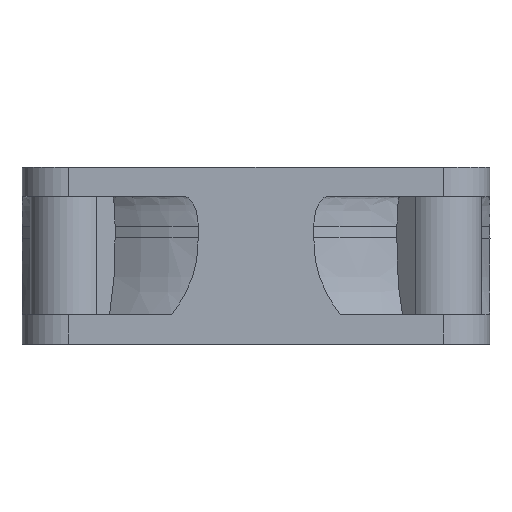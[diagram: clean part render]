
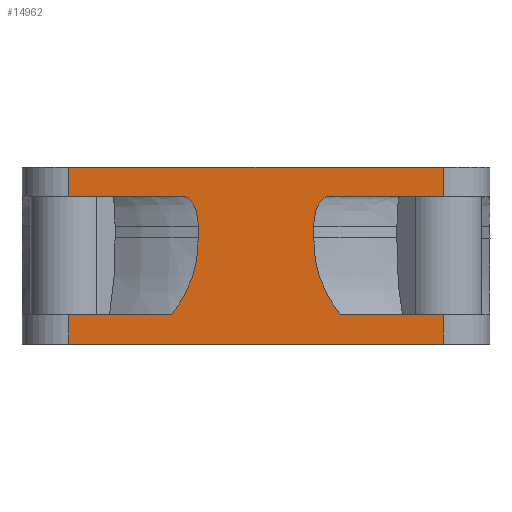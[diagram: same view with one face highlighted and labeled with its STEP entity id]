
A CAD part, top view. The second image highlights one B-rep face of the part: STEP entity #14962.
In plain terms, the highlighted planar face has unit normal (0, 0, 1).
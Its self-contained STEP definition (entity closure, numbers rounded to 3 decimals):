
#104=DIRECTION('',(1.,0.,0.));
#105=VECTOR('',#104,32.);
#106=CARTESIAN_POINT('',(-16.,0.,20.));
#107=LINE('',#106,#105);
#1771=DIRECTION('',(-1.,0.,0.));
#1772=VECTOR('',#1771,32.);
#1773=CARTESIAN_POINT('',(16.,15.135,20.));
#1774=LINE('',#1773,#1772);
#4927=DIRECTION('',(0.,1.,0.));
#4928=VECTOR('',#4927,2.51);
#4929=CARTESIAN_POINT('',(16.,0.,20.));
#4930=LINE('',#4929,#4928);
#5019=CARTESIAN_POINT('',(4.936,9.085,20.));
#5020=CARTESIAN_POINT('',(4.936,8.78,20.));
#5021=CARTESIAN_POINT('',(4.95,8.202,20.));
#5022=CARTESIAN_POINT('',(5.02,7.443,20.));
#5023=CARTESIAN_POINT('',(5.136,6.759,20.));
#5024=CARTESIAN_POINT('',(5.293,6.134,20.));
#5025=CARTESIAN_POINT('',(5.499,5.517,20.));
#5026=CARTESIAN_POINT('',(5.774,4.866,20.));
#5027=CARTESIAN_POINT('',(6.14,4.147,20.));
#5028=CARTESIAN_POINT('',(6.606,3.364,20.));
#5029=CARTESIAN_POINT('',(6.987,2.801,20.));
#5030=CARTESIAN_POINT('',(7.195,2.51,20.));
#5032=DIRECTION('',(1.,0.,0.));
#5033=VECTOR('',#5032,8.805);
#5034=CARTESIAN_POINT('',(7.195,2.51,20.));
#5035=LINE('',#5034,#5033);
#5036=DIRECTION('',(1.,0.,0.));
#5037=VECTOR('',#5036,8.805);
#5038=CARTESIAN_POINT('',(-16.,2.51,20.));
#5039=LINE('',#5038,#5037);
#5040=CARTESIAN_POINT('',(-4.935,10.085,20.));
#5041=CARTESIAN_POINT('',(-4.936,10.202,20.));
#5042=CARTESIAN_POINT('',(-4.941,10.436,20.));
#5043=CARTESIAN_POINT('',(-4.986,10.796,20.));
#5044=CARTESIAN_POINT('',(-5.047,11.126,20.));
#5045=CARTESIAN_POINT('',(-5.122,11.402,20.));
#5046=CARTESIAN_POINT('',(-5.207,11.645,20.));
#5047=CARTESIAN_POINT('',(-5.298,11.855,20.));
#5048=CARTESIAN_POINT('',(-5.393,12.036,20.));
#5049=CARTESIAN_POINT('',(-5.49,12.189,20.));
#5050=CARTESIAN_POINT('',(-5.588,12.316,20.));
#5051=CARTESIAN_POINT('',(-5.686,12.419,20.));
#5052=CARTESIAN_POINT('',(-5.783,12.5,20.));
#5053=CARTESIAN_POINT('',(-5.877,12.558,20.));
#5054=CARTESIAN_POINT('',(-5.967,12.598,20.));
#5055=CARTESIAN_POINT('',(-6.053,12.621,20.));
#5056=CARTESIAN_POINT('',(-6.108,12.625,20.));
#5057=CARTESIAN_POINT('',(-6.136,12.625,20.));
#5059=DIRECTION('',(0.,-1.,0.));
#5060=VECTOR('',#5059,2.51);
#5061=CARTESIAN_POINT('',(-16.,15.135,20.));
#5062=LINE('',#5061,#5060);
#5095=DIRECTION('',(1.,0.,0.));
#5096=VECTOR('',#5095,9.864);
#5097=CARTESIAN_POINT('',(-16.,12.625,20.));
#5098=LINE('',#5097,#5096);
#5200=DIRECTION('',(0.,-1.,0.));
#5201=VECTOR('',#5200,1.);
#5202=CARTESIAN_POINT('',(-4.935,10.085,20.));
#5203=LINE('',#5202,#5201);
#5209=CARTESIAN_POINT('',(-4.936,9.085,20.));
#5210=CARTESIAN_POINT('',(-4.936,8.78,20.));
#5211=CARTESIAN_POINT('',(-4.95,8.201,20.));
#5212=CARTESIAN_POINT('',(-5.02,7.442,20.));
#5213=CARTESIAN_POINT('',(-5.136,6.758,20.));
#5214=CARTESIAN_POINT('',(-5.293,6.133,20.));
#5215=CARTESIAN_POINT('',(-5.499,5.517,20.));
#5216=CARTESIAN_POINT('',(-5.774,4.866,20.));
#5217=CARTESIAN_POINT('',(-6.14,4.147,20.));
#5218=CARTESIAN_POINT('',(-6.606,3.364,20.));
#5219=CARTESIAN_POINT('',(-6.987,2.801,20.));
#5220=CARTESIAN_POINT('',(-7.195,2.51,20.));
#5222=DIRECTION('',(0.,-1.,0.));
#5223=VECTOR('',#5222,2.51);
#5224=CARTESIAN_POINT('',(-16.,2.51,20.));
#5225=LINE('',#5224,#5223);
#5672=DIRECTION('',(0.,1.,0.));
#5673=VECTOR('',#5672,2.51);
#5674=CARTESIAN_POINT('',(16.,12.625,20.));
#5675=LINE('',#5674,#5673);
#5695=DIRECTION('',(1.,0.,0.));
#5696=VECTOR('',#5695,9.864);
#5697=CARTESIAN_POINT('',(6.136,12.625,20.));
#5698=LINE('',#5697,#5696);
#5722=CARTESIAN_POINT('',(4.935,10.085,20.));
#5723=CARTESIAN_POINT('',(4.936,10.199,20.));
#5724=CARTESIAN_POINT('',(4.94,10.427,20.));
#5725=CARTESIAN_POINT('',(4.985,10.792,20.));
#5726=CARTESIAN_POINT('',(5.046,11.118,20.));
#5727=CARTESIAN_POINT('',(5.119,11.393,20.));
#5728=CARTESIAN_POINT('',(5.204,11.637,20.));
#5729=CARTESIAN_POINT('',(5.293,11.846,20.));
#5730=CARTESIAN_POINT('',(5.387,12.026,20.));
#5731=CARTESIAN_POINT('',(5.484,12.18,20.));
#5732=CARTESIAN_POINT('',(5.583,12.309,20.));
#5733=CARTESIAN_POINT('',(5.681,12.414,20.));
#5734=CARTESIAN_POINT('',(5.779,12.496,20.));
#5735=CARTESIAN_POINT('',(5.874,12.557,20.));
#5736=CARTESIAN_POINT('',(5.965,12.598,20.));
#5737=CARTESIAN_POINT('',(6.053,12.622,20.));
#5738=CARTESIAN_POINT('',(6.109,12.625,20.));
#5739=CARTESIAN_POINT('',(6.136,12.625,20.));
#5745=DIRECTION('',(0.,1.,0.));
#5746=VECTOR('',#5745,1.);
#5747=CARTESIAN_POINT('',(4.936,9.085,20.));
#5748=LINE('',#5747,#5746);
#7510=CARTESIAN_POINT('',(-16.,0.,20.));
#7511=VERTEX_POINT('',#7510);
#7512=CARTESIAN_POINT('',(16.,0.,20.));
#7513=VERTEX_POINT('',#7512);
#7874=CARTESIAN_POINT('',(16.,15.135,20.));
#7875=VERTEX_POINT('',#7874);
#7876=CARTESIAN_POINT('',(-16.,15.135,20.));
#7877=VERTEX_POINT('',#7876);
#8023=CARTESIAN_POINT('',(16.,2.51,20.));
#8024=VERTEX_POINT('',#8023);
#8033=CARTESIAN_POINT('',(7.195,2.51,20.));
#8034=VERTEX_POINT('',#8033);
#8047=VERTEX_POINT('',#5019);
#8048=CARTESIAN_POINT('',(-16.,12.625,20.));
#8049=VERTEX_POINT('',#8048);
#8050=CARTESIAN_POINT('',(16.,12.625,20.));
#8051=VERTEX_POINT('',#8050);
#8052=CARTESIAN_POINT('',(6.136,12.625,20.));
#8053=VERTEX_POINT('',#8052);
#8054=VERTEX_POINT('',#5722);
#8055=CARTESIAN_POINT('',(-16.,2.51,20.));
#8056=VERTEX_POINT('',#8055);
#8057=CARTESIAN_POINT('',(-7.195,2.51,20.));
#8058=VERTEX_POINT('',#8057);
#8059=VERTEX_POINT('',#5209);
#8060=CARTESIAN_POINT('',(-4.935,10.085,20.));
#8061=VERTEX_POINT('',#8060);
#8062=VERTEX_POINT('',#5057);
#14928=CARTESIAN_POINT('',(20.,15.135,20.));
#14929=DIRECTION('',(0.,0.,-1.));
#14930=DIRECTION('',(-1.,0.,0.));
#14931=AXIS2_PLACEMENT_3D('',#14928,#14929,#14930);
#14932=PLANE('',#14931);
#14934=ORIENTED_EDGE('',*,*,#14933,.F.);
#14935=ORIENTED_EDGE('',*,*,#11103,.F.);
#14937=ORIENTED_EDGE('',*,*,#14936,.F.);
#14939=ORIENTED_EDGE('',*,*,#14938,.F.);
#14941=ORIENTED_EDGE('',*,*,#14940,.F.);
#14943=ORIENTED_EDGE('',*,*,#14942,.F.);
#14944=ORIENTED_EDGE('',*,*,#14921,.T.);
#14945=ORIENTED_EDGE('',*,*,#14862,.T.);
#14946=ORIENTED_EDGE('',*,*,#14842,.F.);
#14947=ORIENTED_EDGE('',*,*,#9517,.F.);
#14949=ORIENTED_EDGE('',*,*,#14948,.F.);
#14951=ORIENTED_EDGE('',*,*,#14950,.T.);
#14953=ORIENTED_EDGE('',*,*,#14952,.F.);
#14955=ORIENTED_EDGE('',*,*,#14954,.F.);
#14957=ORIENTED_EDGE('',*,*,#14956,.T.);
#14959=ORIENTED_EDGE('',*,*,#14958,.F.);
#14960=EDGE_LOOP('',(#14934,#14935,#14937,#14939,#14941,#14943,#14944,#14945,
#14946,#14947,#14949,#14951,#14953,#14955,#14957,#14959));
#14961=FACE_OUTER_BOUND('',#14960,.F.);
#14962=ADVANCED_FACE('',(#14961),#14932,.F.);
#5031=B_SPLINE_CURVE_WITH_KNOTS('',3,(#5019,#5020,#5021,#5022,#5023,#5024,#5025,
#5026,#5027,#5028,#5029,#5030),.UNSPECIFIED.,.F.,.F.,(4,1,1,1,1,1,1,1,1,4),
(0.,0.111,0.222,0.333,0.444,
0.556,0.667,0.778,0.889,1.),
.UNSPECIFIED.);
#5058=B_SPLINE_CURVE_WITH_KNOTS('',3,(#5040,#5041,#5042,#5043,#5044,#5045,#5046,
#5047,#5048,#5049,#5050,#5051,#5052,#5053,#5054,#5055,#5056,#5057),
.UNSPECIFIED.,.F.,.F.,(4,1,1,1,1,1,1,1,1,1,1,1,1,1,1,4),(0.,0.067,
0.133,0.2,0.267,0.333,0.4,
0.467,0.533,0.6,0.667,0.733,
0.8,0.867,0.933,1.),.UNSPECIFIED.);
#5221=B_SPLINE_CURVE_WITH_KNOTS('',3,(#5209,#5210,#5211,#5212,#5213,#5214,#5215,
#5216,#5217,#5218,#5219,#5220),.UNSPECIFIED.,.F.,.F.,(4,1,1,1,1,1,1,1,1,4),
(0.,0.111,0.222,0.333,0.444,
0.556,0.667,0.778,0.889,1.),
.UNSPECIFIED.);
#5740=B_SPLINE_CURVE_WITH_KNOTS('',3,(#5722,#5723,#5724,#5725,#5726,#5727,#5728,
#5729,#5730,#5731,#5732,#5733,#5734,#5735,#5736,#5737,#5738,#5739),
.UNSPECIFIED.,.F.,.F.,(4,1,1,1,1,1,1,1,1,1,1,1,1,1,1,4),(0.,0.067,
0.133,0.2,0.267,0.333,0.4,
0.467,0.533,0.6,0.667,0.733,
0.8,0.867,0.933,1.),.UNSPECIFIED.);
#9517=EDGE_CURVE('',#7511,#7513,#107,.T.);
#11103=EDGE_CURVE('',#7875,#7877,#1774,.T.);
#14842=EDGE_CURVE('',#7513,#8024,#4930,.T.);
#14862=EDGE_CURVE('',#8034,#8024,#5035,.T.);
#14921=EDGE_CURVE('',#8047,#8034,#5031,.T.);
#14933=EDGE_CURVE('',#7877,#8049,#5062,.T.);
#14936=EDGE_CURVE('',#8051,#7875,#5675,.T.);
#14938=EDGE_CURVE('',#8053,#8051,#5698,.T.);
#14940=EDGE_CURVE('',#8054,#8053,#5740,.T.);
#14942=EDGE_CURVE('',#8047,#8054,#5748,.T.);
#14948=EDGE_CURVE('',#8056,#7511,#5225,.T.);
#14950=EDGE_CURVE('',#8056,#8058,#5039,.T.);
#14952=EDGE_CURVE('',#8059,#8058,#5221,.T.);
#14954=EDGE_CURVE('',#8061,#8059,#5203,.T.);
#14956=EDGE_CURVE('',#8061,#8062,#5058,.T.);
#14958=EDGE_CURVE('',#8049,#8062,#5098,.T.);
